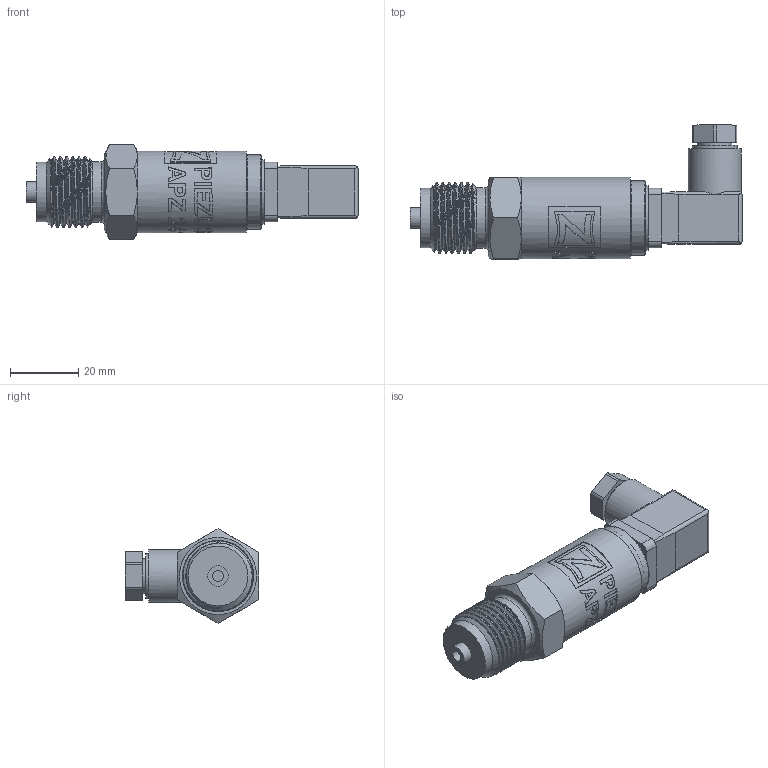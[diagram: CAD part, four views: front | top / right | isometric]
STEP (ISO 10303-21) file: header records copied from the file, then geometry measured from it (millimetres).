
FILE_DESCRIPTION(/* description */ (''),/* implementation_level */ '2;1');
FILE_NAME(/* name */ 'APZ2410_G1''2EN_DIN43650C.step',/* time_stamp */ '2021-07-19T10:22:35+03:00',/* author */ (''),/* organization */ (''),/* preprocessor_version */ 'ST-DEVELOPER v18.1',/* originating_system */ 'Autodesk Translation Framework v10.9.0.1377',/* authorisation */ '');
FILE_SCHEMA (('AUTOMOTIVE_DESIGN { 1 0 10303 214 3 1 1 }'));
Length unit declared in the file: millimetre
Products named in the file (5): АПЗ 2422 (2412,2410) - filled; G1/2 EN; Адаптер DIN 43650C; DIN 43650C male round base v5; DIN 43650C female part v2
Assembly tree (4 placements, depth 2):
  АПЗ 2422 (2412,2410) - filled
    G1/2 EN
    Адаптер DIN 43650C
    DIN 43650C male round base v5
    DIN 43650C female part v2
Bounding box: 97.28 x 39.25 x 27.71 mm (x, y, z)
Volume: 34600.4 mm3; surface area: 14176.7 mm2
Topology: 8 solids, 9 shells, 665 faces, 1773 edges, 1175 vertices
Faces by surface type: bspline 268, plane 194, cylinder 186, cone 12, torus 5
Full cylindrical faces by diameter (mm): 2.356 x22, 2.927 x36, 3 x1, 3.3 x1, 3.5 x1, 4.8 x1, 5 x1, 5.5 x1, 6 x1, 6.8 x1, 7.5 x1, 10 x2, 11.5 x1, 13.157 x1, 15.5 x1, 16 x1, 17.5 x1, 17.8 x1, 18.4 x1, 18.631 x6, 19 x1, 19.5 x1, 21.2 x3, 21.7 x1, 24 x1
Entity records: 33486 total; most frequent: CARTESIAN_POINT 18950, ORIENTED_EDGE 3546, DIRECTION 1942, EDGE_CURVE 1773, VERTEX_POINT 1175, LINE 816, VECTOR 816, B_SPLINE_CURVE_WITH_KNOTS 782
